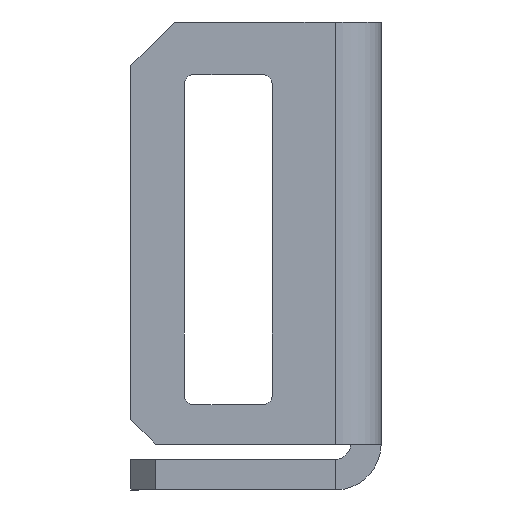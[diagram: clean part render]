
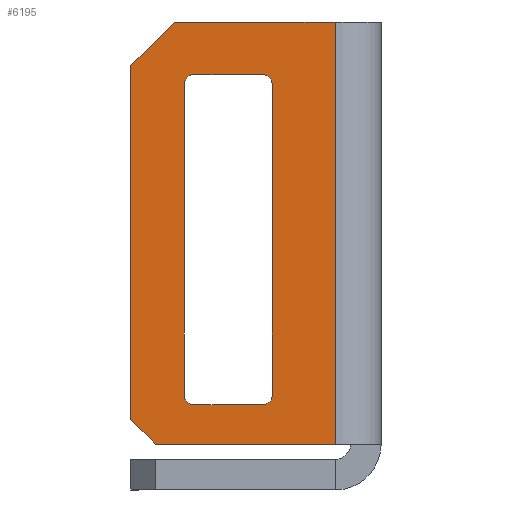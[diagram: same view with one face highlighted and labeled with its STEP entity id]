
A CAD part, left-side view. The second image highlights one B-rep face of the part: STEP entity #6195.
In plain terms, the highlighted planar face has unit normal (-1, 0, 0).
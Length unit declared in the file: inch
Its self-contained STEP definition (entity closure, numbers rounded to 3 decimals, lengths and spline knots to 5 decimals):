
#631=FACE_BOUND('',#1217,.T.);
#864=FACE_OUTER_BOUND('',#1216,.T.);
#1216=EDGE_LOOP('',(#4885,#4886,#4887,#4888,#4889,#4890));
#1217=EDGE_LOOP('',(#4891,#4892,#4893,#4894,#4895,#4896,#4897,#4898));
#1721=LINE('',#9915,#2241);
#1725=LINE('',#9923,#2245);
#1726=LINE('',#9926,#2246);
#1729=LINE('',#9932,#2249);
#1730=LINE('',#9934,#2250);
#1731=LINE('',#9935,#2251);
#1732=LINE('',#9938,#2252);
#1733=LINE('',#9942,#2253);
#1734=LINE('',#9946,#2254);
#1735=LINE('',#9950,#2255);
#2241=VECTOR('',#7824,39.37008);
#2245=VECTOR('',#7832,39.37008);
#2246=VECTOR('',#7835,39.37008);
#2249=VECTOR('',#7840,39.37008);
#2250=VECTOR('',#7841,39.37008);
#2251=VECTOR('',#7842,39.37008);
#2252=VECTOR('',#7843,39.37008);
#2253=VECTOR('',#7846,39.37008);
#2254=VECTOR('',#7849,39.37008);
#2255=VECTOR('',#7852,39.37008);
#2735=CIRCLE('',#6714,0.02);
#2736=CIRCLE('',#6715,0.02);
#2737=CIRCLE('',#6716,0.02);
#2738=CIRCLE('',#6717,0.02);
#3316=VERTEX_POINT('',#9904);
#3318=VERTEX_POINT('',#9911);
#3320=VERTEX_POINT('',#9921);
#3321=VERTEX_POINT('',#9925);
#3323=VERTEX_POINT('',#9931);
#3324=VERTEX_POINT('',#9933);
#3325=VERTEX_POINT('',#9936);
#3326=VERTEX_POINT('',#9937);
#3327=VERTEX_POINT('',#9939);
#3328=VERTEX_POINT('',#9941);
#3329=VERTEX_POINT('',#9943);
#3330=VERTEX_POINT('',#9945);
#3331=VERTEX_POINT('',#9947);
#3332=VERTEX_POINT('',#9949);
#3935=EDGE_CURVE('',#3316,#3318,#1721,.T.);
#3939=EDGE_CURVE('',#3320,#3318,#1725,.T.);
#3940=EDGE_CURVE('',#3316,#3321,#1726,.T.);
#3943=EDGE_CURVE('',#3320,#3323,#1729,.T.);
#3944=EDGE_CURVE('',#3324,#3323,#1730,.T.);
#3945=EDGE_CURVE('',#3324,#3321,#1731,.T.);
#3946=EDGE_CURVE('',#3325,#3326,#1732,.T.);
#3947=EDGE_CURVE('',#3325,#3327,#2735,.T.);
#3948=EDGE_CURVE('',#3328,#3327,#1733,.T.);
#3949=EDGE_CURVE('',#3328,#3329,#2736,.T.);
#3950=EDGE_CURVE('',#3330,#3329,#1734,.T.);
#3951=EDGE_CURVE('',#3330,#3331,#2737,.T.);
#3952=EDGE_CURVE('',#3332,#3331,#1735,.T.);
#3953=EDGE_CURVE('',#3332,#3326,#2738,.T.);
#4885=ORIENTED_EDGE('',*,*,#3939,.F.);
#4886=ORIENTED_EDGE('',*,*,#3943,.T.);
#4887=ORIENTED_EDGE('',*,*,#3944,.F.);
#4888=ORIENTED_EDGE('',*,*,#3945,.T.);
#4889=ORIENTED_EDGE('',*,*,#3940,.F.);
#4890=ORIENTED_EDGE('',*,*,#3935,.T.);
#4891=ORIENTED_EDGE('',*,*,#3946,.F.);
#4892=ORIENTED_EDGE('',*,*,#3947,.T.);
#4893=ORIENTED_EDGE('',*,*,#3948,.F.);
#4894=ORIENTED_EDGE('',*,*,#3949,.T.);
#4895=ORIENTED_EDGE('',*,*,#3950,.F.);
#4896=ORIENTED_EDGE('',*,*,#3951,.T.);
#4897=ORIENTED_EDGE('',*,*,#3952,.F.);
#4898=ORIENTED_EDGE('',*,*,#3953,.T.);
#6076=PLANE('',#6713);
#6195=ADVANCED_FACE('',(#864,#631),#6076,.T.);
#6713=AXIS2_PLACEMENT_3D('',#9930,#7838,#7839);
#6714=AXIS2_PLACEMENT_3D('',#9940,#7844,#7845);
#6715=AXIS2_PLACEMENT_3D('',#9944,#7847,#7848);
#6716=AXIS2_PLACEMENT_3D('',#9948,#7850,#7851);
#6717=AXIS2_PLACEMENT_3D('',#9951,#7853,#7854);
#7824=DIRECTION('',(0.,0.,1.));
#7832=DIRECTION('',(0.,-1.,0.));
#7835=DIRECTION('',(0.,1.,0.));
#7838=DIRECTION('center_axis',(-1.,0.,0.));
#7839=DIRECTION('ref_axis',(0.,-1.,0.));
#7840=DIRECTION('',(0.,0.707,-0.707));
#7841=DIRECTION('',(0.,0.,1.));
#7842=DIRECTION('',(0.,-0.707,-0.707));
#7843=DIRECTION('',(0.,-1.,0.));
#7844=DIRECTION('center_axis',(1.,0.,0.));
#7845=DIRECTION('ref_axis',(0.,-1.,0.));
#7846=DIRECTION('',(0.,0.,-1.));
#7847=DIRECTION('center_axis',(1.,0.,0.));
#7848=DIRECTION('ref_axis',(0.,-1.,0.));
#7849=DIRECTION('',(0.,1.,0.));
#7850=DIRECTION('center_axis',(1.,0.,0.));
#7851=DIRECTION('ref_axis',(0.,-1.,0.));
#7852=DIRECTION('',(0.,0.,1.));
#7853=DIRECTION('center_axis',(1.,0.,0.));
#7854=DIRECTION('ref_axis',(0.,-1.,0.));
#9904=CARTESIAN_POINT('',(-6.265,-0.1635,-0.3885));
#9911=CARTESIAN_POINT('',(-6.265,-0.1635,0.4835));
#9915=CARTESIAN_POINT('',(-6.265,-0.1635,0.4835));
#9921=CARTESIAN_POINT('',(-6.265,0.1685,0.4835));
#9923=CARTESIAN_POINT('',(-6.265,-0.1955,0.4835));
#9925=CARTESIAN_POINT('',(-6.265,0.2085,-0.3885));
#9926=CARTESIAN_POINT('',(-6.265,0.2585,-0.3885));
#9930=CARTESIAN_POINT('Origin',(-6.265,-0.1955,0.4835));
#9931=CARTESIAN_POINT('',(-6.265,0.2585,0.3935));
#9932=CARTESIAN_POINT('',(-6.265,-0.0135,0.6655));
#9933=CARTESIAN_POINT('',(-6.265,0.2585,-0.3385));
#9934=CARTESIAN_POINT('',(-6.265,0.2585,0.4835));
#9935=CARTESIAN_POINT('',(-6.265,0.4425,-0.1545));
#9936=CARTESIAN_POINT('',(-6.265,0.1285,-0.3075));
#9937=CARTESIAN_POINT('',(-6.265,-0.0135,-0.3075));
#9938=CARTESIAN_POINT('',(-6.265,-0.0335,-0.3075));
#9939=CARTESIAN_POINT('',(-6.265,0.1485,-0.2875));
#9940=CARTESIAN_POINT('Origin',(-6.265,0.1285,-0.2875));
#9941=CARTESIAN_POINT('',(-6.265,0.1485,0.3545));
#9942=CARTESIAN_POINT('',(-6.265,0.1485,-0.3075));
#9943=CARTESIAN_POINT('',(-6.265,0.1285,0.3745));
#9944=CARTESIAN_POINT('Origin',(-6.265,0.1285,0.3545));
#9945=CARTESIAN_POINT('',(-6.265,-0.0135,0.3745));
#9946=CARTESIAN_POINT('',(-6.265,-0.0335,0.3745));
#9947=CARTESIAN_POINT('',(-6.265,-0.0335,0.3545));
#9948=CARTESIAN_POINT('Origin',(-6.265,-0.0135,0.3545));
#9949=CARTESIAN_POINT('',(-6.265,-0.0335,-0.2875));
#9950=CARTESIAN_POINT('',(-6.265,-0.0335,-0.3075));
#9951=CARTESIAN_POINT('Origin',(-6.265,-0.0135,-0.2875));
